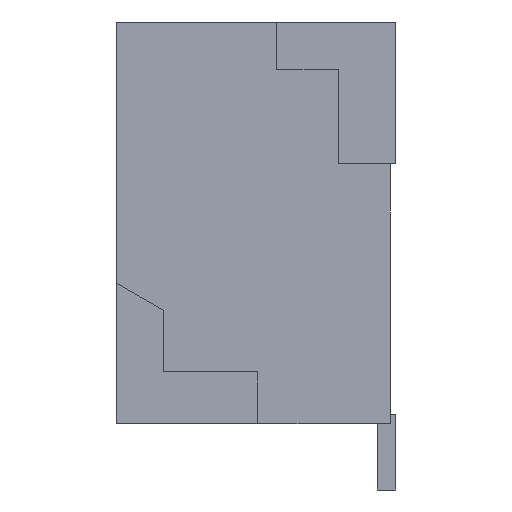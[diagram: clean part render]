
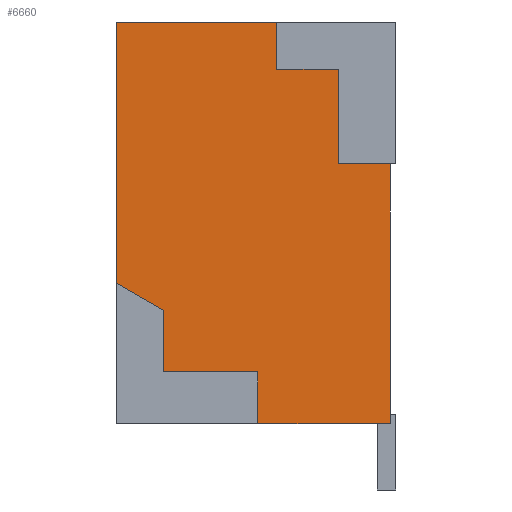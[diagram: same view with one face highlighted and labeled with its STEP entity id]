
A CAD part, left-side view. The second image highlights one B-rep face of the part: STEP entity #6660.
In plain terms, the highlighted planar face has unit normal (-1, 0, 0).
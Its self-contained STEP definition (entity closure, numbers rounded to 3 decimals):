
#48 = ORIENTED_EDGE ( 'NONE', *, *, #4883, .T. ) ;
#54 = CARTESIAN_POINT ( 'NONE',  ( -6.5, 2.96, 2.125 ) ) ;
#117 = CARTESIAN_POINT ( 'NONE',  ( -6.5, 0.61, 0.625 ) ) ;
#405 = VERTEX_POINT ( 'NONE', #5446 ) ;
#718 = VERTEX_POINT ( 'NONE', #8045 ) ;
#730 = CARTESIAN_POINT ( 'NONE',  ( -6.5, 2.46, -1.575 ) ) ;
#763 = CARTESIAN_POINT ( 'NONE',  ( -6.5, 2.96, 2.125 ) ) ;
#826 = CARTESIAN_POINT ( 'NONE',  ( -6.5, 1.26, 2.125 ) ) ;
#861 = DIRECTION ( 'NONE',  ( 0., 1., 0. ) ) ;
#868 = DIRECTION ( 'NONE',  ( 1., 0., 0. ) ) ;
#936 = VERTEX_POINT ( 'NONE', #54 ) ;
#1310 = ORIENTED_EDGE ( 'NONE', *, *, #7979, .T. ) ;
#1482 = ORIENTED_EDGE ( 'NONE', *, *, #5711, .T. ) ;
#1542 = CARTESIAN_POINT ( 'NONE',  ( -6.5, 2.96, -2.125 ) ) ;
#1577 = FACE_OUTER_BOUND ( 'NONE', #4546, .T. ) ;
#1595 = VERTEX_POINT ( 'NONE', #7561 ) ;
#1695 = CARTESIAN_POINT ( 'NONE',  ( -6.5, 1.26, 2.125 ) ) ;
#1837 = DIRECTION ( 'NONE',  ( 0., 0., -1. ) ) ;
#1975 = VECTOR ( 'NONE', #5263, 1000. ) ;
#2205 = CARTESIAN_POINT ( 'NONE',  ( -6.5, 0.61, 0.625 ) ) ;
#2251 = VECTOR ( 'NONE', #4375, 1000. ) ;
#2297 = CARTESIAN_POINT ( 'NONE',  ( -6.5, 2.46, -1.575 ) ) ;
#2365 = LINE ( 'NONE', #5067, #6693 ) ;
#2456 = ORIENTED_EDGE ( 'NONE', *, *, #8594, .T. ) ;
#2500 = ORIENTED_EDGE ( 'NONE', *, *, #8544, .F. ) ;
#2505 = VERTEX_POINT ( 'NONE', #2724 ) ;
#2551 = LINE ( 'NONE', #5213, #4062 ) ;
#2584 = VERTEX_POINT ( 'NONE', #3032 ) ;
#2601 = CARTESIAN_POINT ( 'NONE',  ( -6.5, 0.61, 1.625 ) ) ;
#2613 = EDGE_CURVE ( 'NONE', #1595, #718, #7490, .T. ) ;
#2694 = VERTEX_POINT ( 'NONE', #8313 ) ;
#2711 = ORIENTED_EDGE ( 'NONE', *, *, #7792, .T. ) ;
#2724 = CARTESIAN_POINT ( 'NONE',  ( -6.5, 0.61, 1.625 ) ) ;
#2868 = EDGE_CURVE ( 'NONE', #405, #5171, #6889, .T. ) ;
#2900 = LINE ( 'NONE', #5521, #3840 ) ;
#3032 = CARTESIAN_POINT ( 'NONE',  ( -6.5, 1.46, -1.575 ) ) ;
#3099 = VERTEX_POINT ( 'NONE', #2297 ) ;
#3145 = LINE ( 'NONE', #5718, #5768 ) ;
#3152 = EDGE_CURVE ( 'NONE', #2694, #3773, #3145, .T. ) ;
#3319 = VERTEX_POINT ( 'NONE', #4753 ) ;
#3670 = DIRECTION ( 'NONE',  ( 0., 0., -1. ) ) ;
#3697 = DIRECTION ( 'NONE',  ( 0., -1., 0. ) ) ;
#3748 = DIRECTION ( 'NONE',  ( 0., 0., 1. ) ) ;
#3773 = VERTEX_POINT ( 'NONE', #7353 ) ;
#3781 = DIRECTION ( 'NONE',  ( 0., 0., -1. ) ) ;
#3840 = VECTOR ( 'NONE', #7995, 1000. ) ;
#4062 = VECTOR ( 'NONE', #7701, 1000. ) ;
#4071 = ORIENTED_EDGE ( 'NONE', *, *, #2613, .T. ) ;
#4129 = EDGE_CURVE ( 'NONE', #4506, #2505, #8378, .T. ) ;
#4221 = ORIENTED_EDGE ( 'NONE', *, *, #3152, .T. ) ;
#4375 = DIRECTION ( 'NONE',  ( 0., -1., 0. ) ) ;
#4403 = LINE ( 'NONE', #6917, #6506 ) ;
#4409 = PLANE ( 'NONE',  #8133 ) ;
#4506 = VERTEX_POINT ( 'NONE', #117 ) ;
#4521 = ORIENTED_EDGE ( 'NONE', *, *, #4129, .T. ) ;
#4546 = EDGE_LOOP ( 'NONE', ( #7238, #4521, #1310, #6818, #2500, #5763, #4221, #1482, #2456, #2711, #4071, #48 ) ) ;
#4753 = CARTESIAN_POINT ( 'NONE',  ( -6.5, 0.06, 0.625 ) ) ;
#4883 = EDGE_CURVE ( 'NONE', #718, #3319, #2551, .T. ) ;
#4937 = DIRECTION ( 'NONE',  ( 0., 1., 0. ) ) ;
#5067 = CARTESIAN_POINT ( 'NONE',  ( -6.5, 1.46, -1.575 ) ) ;
#5171 = VERTEX_POINT ( 'NONE', #1695 ) ;
#5213 = CARTESIAN_POINT ( 'NONE',  ( -6.5, 0.06, 2.125 ) ) ;
#5244 = LINE ( 'NONE', #7726, #5712 ) ;
#5263 = DIRECTION ( 'NONE',  ( 0., 0., 1. ) ) ;
#5446 = CARTESIAN_POINT ( 'NONE',  ( -6.5, 1.26, 1.625 ) ) ;
#5521 = CARTESIAN_POINT ( 'NONE',  ( -6.5, 2.96, 2.125 ) ) ;
#5711 = EDGE_CURVE ( 'NONE', #3773, #3099, #6808, .T. ) ;
#5712 = VECTOR ( 'NONE', #1837, 1000. ) ;
#5718 = CARTESIAN_POINT ( 'NONE',  ( -6.5, 2.46, -0.925 ) ) ;
#5763 = ORIENTED_EDGE ( 'NONE', *, *, #7406, .F. ) ;
#5768 = VECTOR ( 'NONE', #8198, 1000. ) ;
#5942 = VECTOR ( 'NONE', #3670, 1000. ) ;
#6506 = VECTOR ( 'NONE', #861, 1000. ) ;
#6660 = ADVANCED_FACE ( 'NONE', ( #1577 ), #4409, .F. ) ;
#6693 = VECTOR ( 'NONE', #7554, 1000. ) ;
#6808 = LINE ( 'NONE', #730, #5942 ) ;
#6818 = ORIENTED_EDGE ( 'NONE', *, *, #2868, .T. ) ;
#6834 = LINE ( 'NONE', #763, #8522 ) ;
#6889 = LINE ( 'NONE', #826, #8505 ) ;
#6917 = CARTESIAN_POINT ( 'NONE',  ( -6.5, 1.26, 1.625 ) ) ;
#6922 = CARTESIAN_POINT ( 'NONE',  ( -6.5, 2.96, 2.125 ) ) ;
#7238 = ORIENTED_EDGE ( 'NONE', *, *, #8534, .T. ) ;
#7353 = CARTESIAN_POINT ( 'NONE',  ( -6.5, 2.46, -0.925 ) ) ;
#7406 = EDGE_CURVE ( 'NONE', #2694, #936, #2900, .T. ) ;
#7462 = VECTOR ( 'NONE', #4937, 1000. ) ;
#7490 = LINE ( 'NONE', #1542, #2251 ) ;
#7554 = DIRECTION ( 'NONE',  ( 0., -1., 0. ) ) ;
#7561 = CARTESIAN_POINT ( 'NONE',  ( -6.5, 1.46, -2.125 ) ) ;
#7701 = DIRECTION ( 'NONE',  ( 0., 0., 1. ) ) ;
#7726 = CARTESIAN_POINT ( 'NONE',  ( -6.5, 1.46, -2.125 ) ) ;
#7792 = EDGE_CURVE ( 'NONE', #2584, #1595, #5244, .T. ) ;
#7979 = EDGE_CURVE ( 'NONE', #2505, #405, #4403, .T. ) ;
#7995 = DIRECTION ( 'NONE',  ( 0., 0., 1. ) ) ;
#8035 = LINE ( 'NONE', #2205, #7462 ) ;
#8045 = CARTESIAN_POINT ( 'NONE',  ( -6.5, 0.06, -2.125 ) ) ;
#8133 = AXIS2_PLACEMENT_3D ( 'NONE', #6922, #868, #3781 ) ;
#8198 = DIRECTION ( 'NONE',  ( 0., -0.866, -0.5 ) ) ;
#8313 = CARTESIAN_POINT ( 'NONE',  ( -6.5, 2.96, -0.636 ) ) ;
#8378 = LINE ( 'NONE', #2601, #1975 ) ;
#8505 = VECTOR ( 'NONE', #3748, 1000. ) ;
#8522 = VECTOR ( 'NONE', #3697, 1000. ) ;
#8534 = EDGE_CURVE ( 'NONE', #3319, #4506, #8035, .T. ) ;
#8544 = EDGE_CURVE ( 'NONE', #936, #5171, #6834, .T. ) ;
#8594 = EDGE_CURVE ( 'NONE', #3099, #2584, #2365, .T. ) ;
